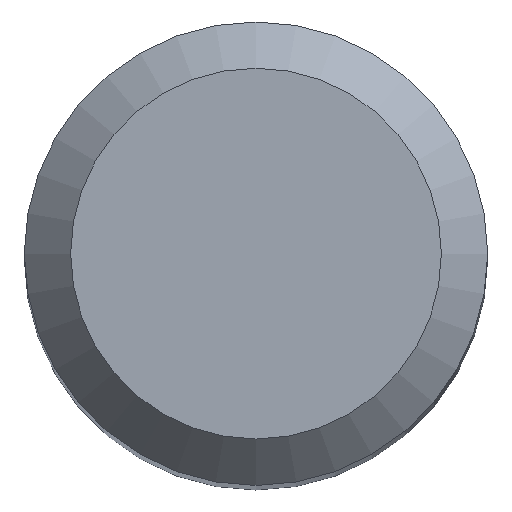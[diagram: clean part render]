
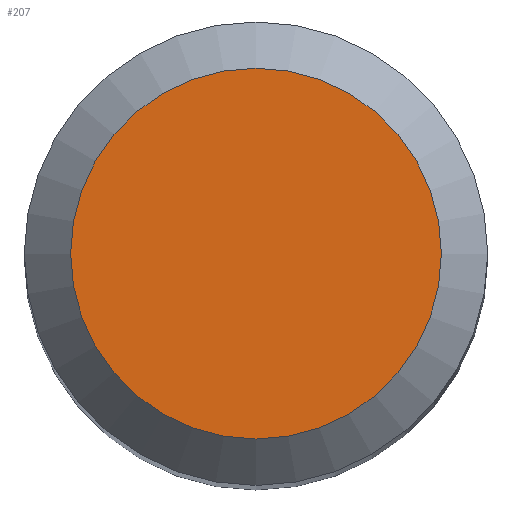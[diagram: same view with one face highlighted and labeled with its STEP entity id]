
A CAD part, top view. The second image highlights one B-rep face of the part: STEP entity #207.
In plain terms, the highlighted planar face has unit normal (0, 0, 1).
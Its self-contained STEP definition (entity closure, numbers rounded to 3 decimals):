
#42 = CARTESIAN_POINT ( 'NONE',  ( 0., 0., 60. ) ) ;
#65 = CIRCLE ( 'NONE', #150, 2.4 ) ;
#80 = VERTEX_POINT ( 'NONE', #136 ) ;
#116 = DIRECTION ( 'NONE',  ( 0., 1., 0. ) ) ;
#117 = DIRECTION ( 'NONE',  ( 0., 0., -1. ) ) ;
#118 = EDGE_CURVE ( 'NONE', #80, #80, #65, .T. ) ;
#125 = EDGE_LOOP ( 'NONE', ( #222 ) ) ;
#136 = CARTESIAN_POINT ( 'NONE',  ( 0., 2.4, 60. ) ) ;
#146 = AXIS2_PLACEMENT_3D ( 'NONE', #42, #117, #182 ) ;
#150 = AXIS2_PLACEMENT_3D ( 'NONE', #169, #196, #116 ) ;
#154 = FACE_OUTER_BOUND ( 'NONE', #125, .T. ) ;
#169 = CARTESIAN_POINT ( 'NONE',  ( 0., 0., 60. ) ) ;
#182 = DIRECTION ( 'NONE',  ( 0., 1., 0. ) ) ;
#196 = DIRECTION ( 'NONE',  ( 0., 0., -1. ) ) ;
#207 = ADVANCED_FACE ( 'NONE', ( #154 ), #212, .F. ) ;
#212 = PLANE ( 'NONE',  #146 ) ;
#222 = ORIENTED_EDGE ( 'NONE', *, *, #118, .F. ) ;
